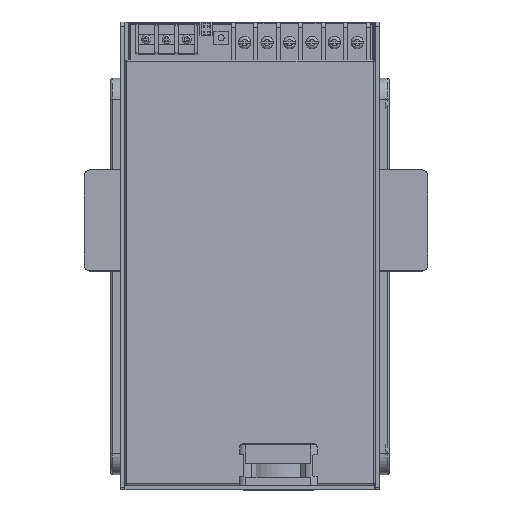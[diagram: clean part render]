
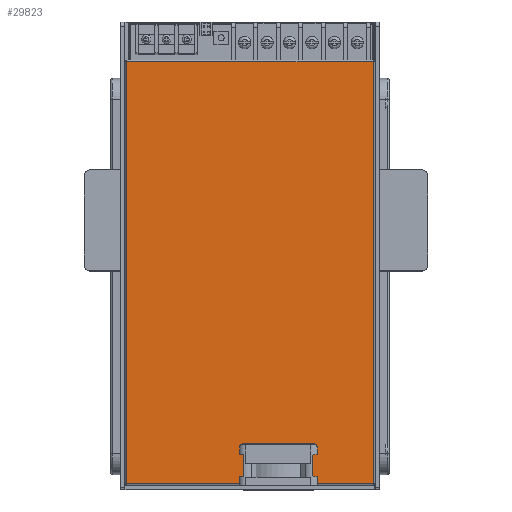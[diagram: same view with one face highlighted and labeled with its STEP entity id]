
A CAD part, top view. The second image highlights one B-rep face of the part: STEP entity #29823.
In plain terms, the highlighted planar face has unit normal (0, 0, 1).
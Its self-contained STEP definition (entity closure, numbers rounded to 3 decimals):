
#1792=CIRCLE('',#31992,0.5);
#1808=CIRCLE('',#32029,1.5);
#1814=CIRCLE('',#32039,0.5);
#1842=CIRCLE('',#32112,1.5);
#1843=CIRCLE('',#32123,0.5);
#1844=CIRCLE('',#32124,0.5);
#3260=FACE_OUTER_BOUND('',#5006,.T.);
#5006=EDGE_LOOP('',(#22925,#22926,#22927,#22928,#22929,#22930,#22931,#22932,
#22933,#22934,#22935,#22936,#22937,#22938,#22939,#22940,#22941,#22942,#22943,
#22944,#22945,#22946));
#7487=LINE('',#48558,#10467);
#7509=LINE('',#48638,#10489);
#7523=LINE('',#48673,#10503);
#7527=LINE('',#48686,#10507);
#7543=LINE('',#48737,#10523);
#7547=LINE('',#48746,#10527);
#7587=LINE('',#48840,#10567);
#7605=LINE('',#48882,#10585);
#7618=LINE('',#48921,#10598);
#7619=LINE('',#48924,#10599);
#7621=LINE('',#48928,#10601);
#7624=LINE('',#48932,#10604);
#7635=LINE('',#48987,#10615);
#7637=LINE('',#48991,#10617);
#7639=LINE('',#48995,#10619);
#7640=LINE('',#48999,#10620);
#10467=VECTOR('',#36913,1.);
#10489=VECTOR('',#36997,1.);
#10503=VECTOR('',#37029,1.);
#10507=VECTOR('',#37041,1.);
#10523=VECTOR('',#37101,1.);
#10527=VECTOR('',#37107,1.);
#10567=VECTOR('',#37191,1.);
#10585=VECTOR('',#37235,1.);
#10598=VECTOR('',#37274,1.);
#10599=VECTOR('',#37279,1.);
#10601=VECTOR('',#37283,1.);
#10604=VECTOR('',#37288,1.);
#10615=VECTOR('',#37369,1.);
#10617=VECTOR('',#37373,1.);
#10619=VECTOR('',#37377,1.);
#10620=VECTOR('',#37382,1.);
#13181=VERTEX_POINT('',#48508);
#13196=VERTEX_POINT('',#48545);
#13198=VERTEX_POINT('',#48551);
#13201=VERTEX_POINT('',#48556);
#13223=VERTEX_POINT('',#48622);
#13228=VERTEX_POINT('',#48636);
#13236=VERTEX_POINT('',#48658);
#13240=VERTEX_POINT('',#48670);
#13242=VERTEX_POINT('',#48679);
#13245=VERTEX_POINT('',#48684);
#13256=VERTEX_POINT('',#48730);
#13258=VERTEX_POINT('',#48736);
#13260=VERTEX_POINT('',#48742);
#13262=VERTEX_POINT('',#48745);
#13294=VERTEX_POINT('',#48838);
#13317=VERTEX_POINT('',#48917);
#13318=VERTEX_POINT('',#48919);
#13319=VERTEX_POINT('',#48927);
#13328=VERTEX_POINT('',#48976);
#13329=VERTEX_POINT('',#48989);
#13330=VERTEX_POINT('',#48993);
#13331=VERTEX_POINT('',#48997);
#16576=EDGE_CURVE('',#13198,#13201,#7487,.T.);
#16608=EDGE_CURVE('',#13198,#13223,#1792,.T.);
#16616=EDGE_CURVE('',#13228,#13181,#7509,.T.);
#16634=EDGE_CURVE('',#13236,#13240,#7523,.T.);
#16640=EDGE_CURVE('',#13245,#13242,#7527,.T.);
#16662=EDGE_CURVE('',#13256,#13242,#1808,.T.);
#16665=EDGE_CURVE('',#13258,#13223,#7543,.T.);
#16669=EDGE_CURVE('',#13262,#13260,#7547,.T.);
#16691=EDGE_CURVE('',#13258,#13260,#1814,.T.);
#16717=EDGE_CURVE('',#13294,#13196,#7587,.T.);
#16739=EDGE_CURVE('',#13181,#13294,#7605,.T.);
#16759=EDGE_CURVE('',#13318,#13317,#7618,.T.);
#16761=EDGE_CURVE('',#13196,#13236,#7619,.T.);
#16763=EDGE_CURVE('',#13240,#13319,#7621,.T.);
#16766=EDGE_CURVE('',#13262,#13228,#7624,.T.);
#16788=EDGE_CURVE('',#13328,#13245,#1842,.T.);
#16790=EDGE_CURVE('',#13256,#13201,#7635,.T.);
#16792=EDGE_CURVE('',#13329,#13328,#7637,.T.);
#16794=EDGE_CURVE('',#13330,#13329,#7639,.T.);
#16795=EDGE_CURVE('',#13331,#13318,#1843,.T.);
#16796=EDGE_CURVE('',#13319,#13331,#7640,.T.);
#16797=EDGE_CURVE('',#13317,#13330,#1844,.T.);
#22925=ORIENTED_EDGE('',*,*,#16759,.F.);
#22926=ORIENTED_EDGE('',*,*,#16795,.F.);
#22927=ORIENTED_EDGE('',*,*,#16796,.F.);
#22928=ORIENTED_EDGE('',*,*,#16763,.F.);
#22929=ORIENTED_EDGE('',*,*,#16634,.F.);
#22930=ORIENTED_EDGE('',*,*,#16761,.F.);
#22931=ORIENTED_EDGE('',*,*,#16717,.F.);
#22932=ORIENTED_EDGE('',*,*,#16739,.F.);
#22933=ORIENTED_EDGE('',*,*,#16616,.F.);
#22934=ORIENTED_EDGE('',*,*,#16766,.F.);
#22935=ORIENTED_EDGE('',*,*,#16669,.T.);
#22936=ORIENTED_EDGE('',*,*,#16691,.F.);
#22937=ORIENTED_EDGE('',*,*,#16665,.T.);
#22938=ORIENTED_EDGE('',*,*,#16608,.F.);
#22939=ORIENTED_EDGE('',*,*,#16576,.T.);
#22940=ORIENTED_EDGE('',*,*,#16790,.F.);
#22941=ORIENTED_EDGE('',*,*,#16662,.T.);
#22942=ORIENTED_EDGE('',*,*,#16640,.F.);
#22943=ORIENTED_EDGE('',*,*,#16788,.F.);
#22944=ORIENTED_EDGE('',*,*,#16792,.F.);
#22945=ORIENTED_EDGE('',*,*,#16794,.F.);
#22946=ORIENTED_EDGE('',*,*,#16797,.F.);
#28623=PLANE('',#32122);
#29823=ADVANCED_FACE('',(#3260),#28623,.T.);
#31992=AXIS2_PLACEMENT_3D('',#48623,#36982,#36983);
#32029=AXIS2_PLACEMENT_3D('',#48731,#37094,#37095);
#32039=AXIS2_PLACEMENT_3D('',#48786,#37137,#37138);
#32112=AXIS2_PLACEMENT_3D('',#48978,#37352,#37353);
#32122=AXIS2_PLACEMENT_3D('',#48996,#37378,#37379);
#32123=AXIS2_PLACEMENT_3D('',#48998,#37380,#37381);
#32124=AXIS2_PLACEMENT_3D('',#49000,#37383,#37384);
#36913=DIRECTION('',(0.,-1.,0.));
#36982=DIRECTION('center_axis',(0.,0.,-1.));
#36983=DIRECTION('ref_axis',(-1.,0.,0.));
#36997=DIRECTION('',(0.,-1.,0.));
#37029=DIRECTION('',(0.,-1.,0.));
#37041=DIRECTION('',(0.,-1.,0.));
#37094=DIRECTION('center_axis',(0.,0.,-1.));
#37095=DIRECTION('ref_axis',(-1.,0.,0.));
#37101=DIRECTION('',(-1.,0.,0.));
#37107=DIRECTION('',(0.,1.,0.));
#37137=DIRECTION('center_axis',(0.,0.,-1.));
#37138=DIRECTION('ref_axis',(-1.,0.,0.));
#37191=DIRECTION('',(0.,1.,0.));
#37235=DIRECTION('',(-1.,0.,0.));
#37274=DIRECTION('',(-1.,0.,0.));
#37279=DIRECTION('',(1.,0.,0.));
#37283=DIRECTION('',(-1.,0.,0.));
#37288=DIRECTION('',(1.,0.,0.));
#37352=DIRECTION('center_axis',(0.,0.,1.));
#37353=DIRECTION('ref_axis',(1.,0.,0.));
#37369=DIRECTION('',(1.,0.,0.));
#37373=DIRECTION('',(-1.,0.,0.));
#37377=DIRECTION('',(0.,1.,0.));
#37378=DIRECTION('center_axis',(0.,0.,1.));
#37379=DIRECTION('ref_axis',(1.,0.,0.));
#37380=DIRECTION('center_axis',(0.,0.,-1.));
#37381=DIRECTION('ref_axis',(-1.,0.,0.));
#37382=DIRECTION('',(0.,-1.,0.));
#37383=DIRECTION('center_axis',(0.,0.,-1.));
#37384=DIRECTION('ref_axis',(-1.,0.,0.));
#48508=CARTESIAN_POINT('',(260.178,43.258,42.));
#48545=CARTESIAN_POINT('',(52.567,164.458,42.));
#48551=CARTESIAN_POINT('',(245.578,100.358,42.));
#48556=CARTESIAN_POINT('',(245.578,98.858,42.));
#48558=CARTESIAN_POINT('',(245.578,100.858,42.));
#48622=CARTESIAN_POINT('',(246.078,100.858,42.));
#48623=CARTESIAN_POINT('Origin',(246.078,100.358,42.));
#48636=CARTESIAN_POINT('',(260.178,98.858,42.));
#48638=CARTESIAN_POINT('',(260.178,78.622,42.));
#48658=CARTESIAN_POINT('',(260.178,164.458,42.));
#48670=CARTESIAN_POINT('',(260.178,136.858,42.));
#48673=CARTESIAN_POINT('',(260.178,78.622,42.));
#48679=CARTESIAN_POINT('',(240.478,100.358,42.));
#48684=CARTESIAN_POINT('',(240.478,135.358,42.));
#48686=CARTESIAN_POINT('',(240.478,78.622,42.));
#48730=CARTESIAN_POINT('',(241.978,98.858,42.));
#48731=CARTESIAN_POINT('Origin',(241.978,100.358,42.));
#48736=CARTESIAN_POINT('',(256.078,100.858,42.));
#48737=CARTESIAN_POINT('',(256.578,100.858,42.));
#48742=CARTESIAN_POINT('',(256.578,100.358,42.));
#48745=CARTESIAN_POINT('',(256.578,98.858,42.));
#48746=CARTESIAN_POINT('',(256.578,95.015,42.));
#48786=CARTESIAN_POINT('Origin',(256.078,100.358,42.));
#48838=CARTESIAN_POINT('',(52.567,43.258,42.));
#48840=CARTESIAN_POINT('',(52.567,78.622,42.));
#48882=CARTESIAN_POINT('',(198.313,43.258,42.));
#48917=CARTESIAN_POINT('',(246.078,134.858,42.));
#48919=CARTESIAN_POINT('',(256.078,134.858,42.));
#48921=CARTESIAN_POINT('',(256.578,134.858,42.));
#48924=CARTESIAN_POINT('',(198.313,164.458,42.));
#48927=CARTESIAN_POINT('',(256.578,136.858,42.));
#48928=CARTESIAN_POINT('',(198.313,136.858,42.));
#48932=CARTESIAN_POINT('',(198.313,98.858,42.));
#48976=CARTESIAN_POINT('',(241.978,136.858,42.));
#48978=CARTESIAN_POINT('Origin',(241.978,135.358,42.));
#48987=CARTESIAN_POINT('',(198.313,98.858,42.));
#48989=CARTESIAN_POINT('',(245.578,136.858,42.));
#48991=CARTESIAN_POINT('',(198.313,136.858,42.));
#48993=CARTESIAN_POINT('',(245.578,135.358,42.));
#48995=CARTESIAN_POINT('',(245.578,134.858,42.));
#48996=CARTESIAN_POINT('Origin',(262.094,135.639,42.));
#48997=CARTESIAN_POINT('',(256.578,135.358,42.));
#48998=CARTESIAN_POINT('Origin',(256.078,135.358,42.));
#48999=CARTESIAN_POINT('',(256.578,138.915,42.));
#49000=CARTESIAN_POINT('Origin',(246.078,135.358,42.));
